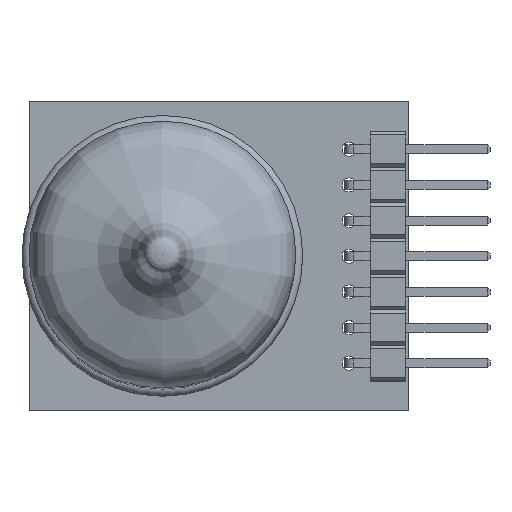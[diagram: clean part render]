
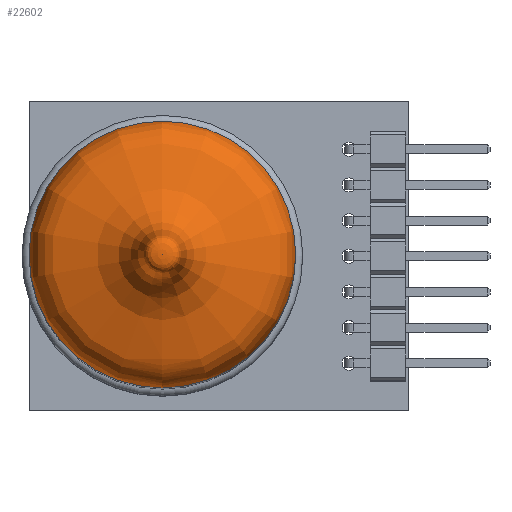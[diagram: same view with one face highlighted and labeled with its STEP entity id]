
A CAD part, top view. The second image highlights one B-rep face of the part: STEP entity #22602.
In plain terms, the highlighted face is a revolution surface.
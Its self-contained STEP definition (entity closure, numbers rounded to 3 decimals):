
#21862 = CYLINDRICAL_SURFACE('',#21863,9.5);
#21863 = AXIS2_PLACEMENT_3D('',#21864,#21865,#21866);
#21864 = CARTESIAN_POINT('',(0.,50.,0.));
#21865 = DIRECTION('',(-0.,-1.,-0.));
#21866 = DIRECTION('',(1.,-0.,0.));
#22208 = EDGE_CURVE('',#22209,#22209,#22211,.T.);
#22209 = VERTEX_POINT('',#22210);
#22210 = CARTESIAN_POINT('',(9.5,50.,0.));
#22211 = SURFACE_CURVE('',#22212,(#22217,#22224),.PCURVE_S1.);
#22212 = CIRCLE('',#22213,9.5);
#22213 = AXIS2_PLACEMENT_3D('',#22214,#22215,#22216);
#22214 = CARTESIAN_POINT('',(0.,50.,0.));
#22215 = DIRECTION('',(0.,-1.,0.));
#22216 = DIRECTION('',(1.,0.,0.));
#22217 = PCURVE('',#21862,#22218);
#22218 = DEFINITIONAL_REPRESENTATION('',(#22219),#22223);
#22219 = LINE('',#22220,#22221);
#22220 = CARTESIAN_POINT('',(0.,0.));
#22221 = VECTOR('',#22222,1.);
#22222 = DIRECTION('',(1.,0.));
#22223 = ( GEOMETRIC_REPRESENTATION_CONTEXT(2) 
PARAMETRIC_REPRESENTATION_CONTEXT() REPRESENTATION_CONTEXT('2D SPACE',''
  ) );
#22224 = PCURVE('',#22225,#22237);
#22225 = SURFACE_OF_REVOLUTION('',#22226,#22234);
#22226 = B_SPLINE_CURVE_WITH_KNOTS('',3,(#22227,#22228,#22229,#22230,
    #22231,#22232,#22233),.UNSPECIFIED.,.F.,.F.,(4,1,1,1,4),(0.,0.25,0.5
    ,0.75,1.),.QUASI_UNIFORM_KNOTS.);
#22227 = CARTESIAN_POINT('',(9.5,50.,0.));
#22228 = CARTESIAN_POINT('',(9.5,53.,0.));
#22229 = CARTESIAN_POINT('',(4.5,53.,0.));
#22230 = CARTESIAN_POINT('',(1.5,56.,0.));
#22231 = CARTESIAN_POINT('',(1.5,59.5,0.));
#22232 = CARTESIAN_POINT('',(1.,60.,0.));
#22233 = CARTESIAN_POINT('',(0.,60.,0.));
#22234 = AXIS1_PLACEMENT('',#22235,#22236);
#22235 = CARTESIAN_POINT('',(0.,0.,0.));
#22236 = DIRECTION('',(-0.,-1.,-0.));
#22237 = DEFINITIONAL_REPRESENTATION('',(#22238),#22242);
#22238 = LINE('',#22239,#22240);
#22239 = CARTESIAN_POINT('',(0.,0.));
#22240 = VECTOR('',#22241,1.);
#22241 = DIRECTION('',(1.,0.));
#22242 = ( GEOMETRIC_REPRESENTATION_CONTEXT(2) 
PARAMETRIC_REPRESENTATION_CONTEXT() REPRESENTATION_CONTEXT('2D SPACE',''
  ) );
#22602 = ADVANCED_FACE('',(#22603),#22225,.F.);
#22603 = FACE_BOUND('',#22604,.F.);
#22604 = EDGE_LOOP('',(#22605,#22606,#22633));
#22605 = ORIENTED_EDGE('',*,*,#22208,.T.);
#22606 = ORIENTED_EDGE('',*,*,#22607,.T.);
#22607 = EDGE_CURVE('',#22209,#22608,#22610,.T.);
#22608 = VERTEX_POINT('',#22609);
#22609 = CARTESIAN_POINT('',(0.,60.,0.));
#22610 = SEAM_CURVE('',#22611,(#22619,#22626),.PCURVE_S1.);
#22611 = B_SPLINE_CURVE_WITH_KNOTS('',3,(#22612,#22613,#22614,#22615,
    #22616,#22617,#22618),.UNSPECIFIED.,.F.,.F.,(4,1,1,1,4),(0.,0.25,0.5
    ,0.75,1.),.QUASI_UNIFORM_KNOTS.);
#22612 = CARTESIAN_POINT('',(9.5,50.,0.));
#22613 = CARTESIAN_POINT('',(9.5,53.,0.));
#22614 = CARTESIAN_POINT('',(4.5,53.,0.));
#22615 = CARTESIAN_POINT('',(1.5,56.,0.));
#22616 = CARTESIAN_POINT('',(1.5,59.5,0.));
#22617 = CARTESIAN_POINT('',(1.,60.,0.));
#22618 = CARTESIAN_POINT('',(0.,60.,0.));
#22619 = PCURVE('',#22225,#22620);
#22620 = DEFINITIONAL_REPRESENTATION('',(#22621),#22625);
#22621 = LINE('',#22622,#22623);
#22622 = CARTESIAN_POINT('',(6.283,0.));
#22623 = VECTOR('',#22624,1.);
#22624 = DIRECTION('',(0.,1.));
#22625 = ( GEOMETRIC_REPRESENTATION_CONTEXT(2) 
PARAMETRIC_REPRESENTATION_CONTEXT() REPRESENTATION_CONTEXT('2D SPACE',''
  ) );
#22626 = PCURVE('',#22225,#22627);
#22627 = DEFINITIONAL_REPRESENTATION('',(#22628),#22632);
#22628 = LINE('',#22629,#22630);
#22629 = CARTESIAN_POINT('',(0.,0.));
#22630 = VECTOR('',#22631,1.);
#22631 = DIRECTION('',(0.,1.));
#22632 = ( GEOMETRIC_REPRESENTATION_CONTEXT(2) 
PARAMETRIC_REPRESENTATION_CONTEXT() REPRESENTATION_CONTEXT('2D SPACE',''
  ) );
#22633 = ORIENTED_EDGE('',*,*,#22607,.F.);
